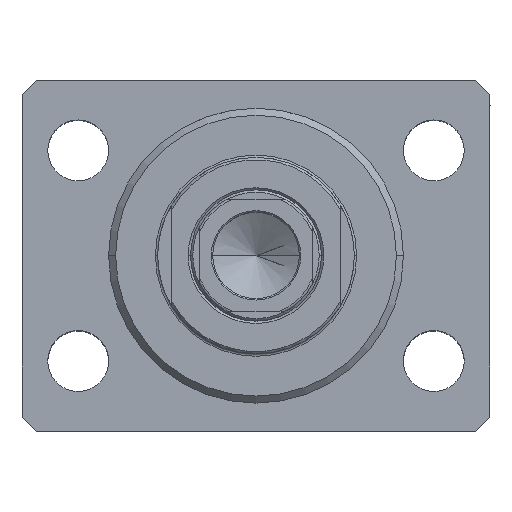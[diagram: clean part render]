
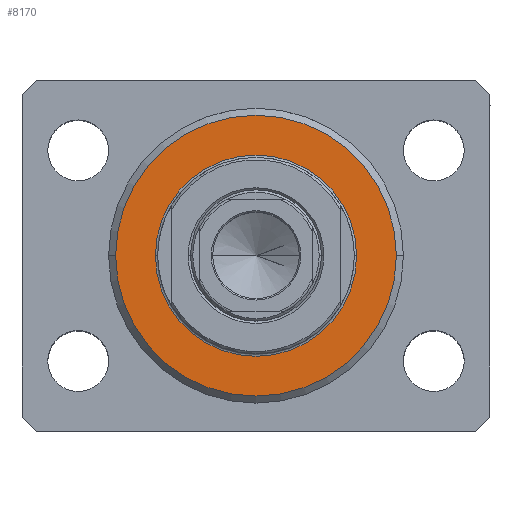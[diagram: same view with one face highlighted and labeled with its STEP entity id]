
A CAD part, top view. The second image highlights one B-rep face of the part: STEP entity #8170.
In plain terms, the highlighted face is planar.
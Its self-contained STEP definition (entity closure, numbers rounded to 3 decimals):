
#160 = CARTESIAN_POINT ( 'NONE',  ( 21.5, 0., 0. ) ) ;
#1148 = FACE_OUTER_BOUND ( 'NONE', #15606, .T. ) ;
#1599 = CARTESIAN_POINT ( 'NONE',  ( 0., 0., 0. ) ) ;
#1646 = EDGE_CURVE ( 'NONE', #25858, #6093, #3169, .T. ) ;
#1986 = DIRECTION ( 'NONE',  ( 0., 0., 1. ) ) ;
#2358 = AXIS2_PLACEMENT_3D ( 'NONE', #40647, #23615, #13157 ) ;
#3169 = CIRCLE ( 'NONE', #16258, 21.5 ) ;
#3734 = DIRECTION ( 'NONE',  ( 0., 0., 1. ) ) ;
#3793 = EDGE_CURVE ( 'NONE', #6093, #25858, #24307, .T. ) ;
#4736 = DIRECTION ( 'NONE',  ( 1., 0., 0. ) ) ;
#5339 = CARTESIAN_POINT ( 'NONE',  ( 30., 0., 0. ) ) ;
#6093 = VERTEX_POINT ( 'NONE', #160 ) ;
#6177 = AXIS2_PLACEMENT_3D ( 'NONE', #42686, #1986, #4736 ) ;
#7015 = ORIENTED_EDGE ( 'NONE', *, *, #38084, .T. ) ;
#8170 = ADVANCED_FACE ( 'NONE', ( #43170, #1148 ), #35914, .F. ) ;
#8435 = EDGE_LOOP ( 'NONE', ( #24615, #35781 ) ) ;
#8511 = DIRECTION ( 'NONE',  ( 1., 0., 0. ) ) ;
#10413 = ORIENTED_EDGE ( 'NONE', *, *, #11393, .T. ) ;
#11173 = CARTESIAN_POINT ( 'NONE',  ( -30., 0., 0. ) ) ;
#11393 = EDGE_CURVE ( 'NONE', #24543, #16958, #39727, .T. ) ;
#13157 = DIRECTION ( 'NONE',  ( 1., 0., 0. ) ) ;
#15022 = DIRECTION ( 'NONE',  ( 0., 0., 1. ) ) ;
#15606 = EDGE_LOOP ( 'NONE', ( #7015, #10413 ) ) ;
#16258 = AXIS2_PLACEMENT_3D ( 'NONE', #17832, #3734, #38510 ) ;
#16958 = VERTEX_POINT ( 'NONE', #5339 ) ;
#17832 = CARTESIAN_POINT ( 'NONE',  ( 0., 0., 0. ) ) ;
#20800 = AXIS2_PLACEMENT_3D ( 'NONE', #1599, #15022, #36362 ) ;
#23030 = AXIS2_PLACEMENT_3D ( 'NONE', #25815, #39647, #8511 ) ;
#23615 = DIRECTION ( 'NONE',  ( 0., 0., -1. ) ) ;
#24307 = CIRCLE ( 'NONE', #6177, 21.5 ) ;
#24543 = VERTEX_POINT ( 'NONE', #11173 ) ;
#24615 = ORIENTED_EDGE ( 'NONE', *, *, #3793, .T. ) ;
#25815 = CARTESIAN_POINT ( 'NONE',  ( 0., 0., 0. ) ) ;
#25858 = VERTEX_POINT ( 'NONE', #33379 ) ;
#33379 = CARTESIAN_POINT ( 'NONE',  ( -21.5, 0., 0. ) ) ;
#35781 = ORIENTED_EDGE ( 'NONE', *, *, #1646, .T. ) ;
#35914 = PLANE ( 'NONE',  #20800 ) ;
#36362 = DIRECTION ( 'NONE',  ( 1., 0., 0. ) ) ;
#38084 = EDGE_CURVE ( 'NONE', #16958, #24543, #43719, .T. ) ;
#38510 = DIRECTION ( 'NONE',  ( 1., 0., 0. ) ) ;
#39647 = DIRECTION ( 'NONE',  ( 0., 0., -1. ) ) ;
#39727 = CIRCLE ( 'NONE', #23030, 30. ) ;
#40647 = CARTESIAN_POINT ( 'NONE',  ( 0., 0., 0. ) ) ;
#42686 = CARTESIAN_POINT ( 'NONE',  ( 0., 0., 0. ) ) ;
#43170 = FACE_BOUND ( 'NONE', #8435, .T. ) ;
#43719 = CIRCLE ( 'NONE', #2358, 30. ) ;
